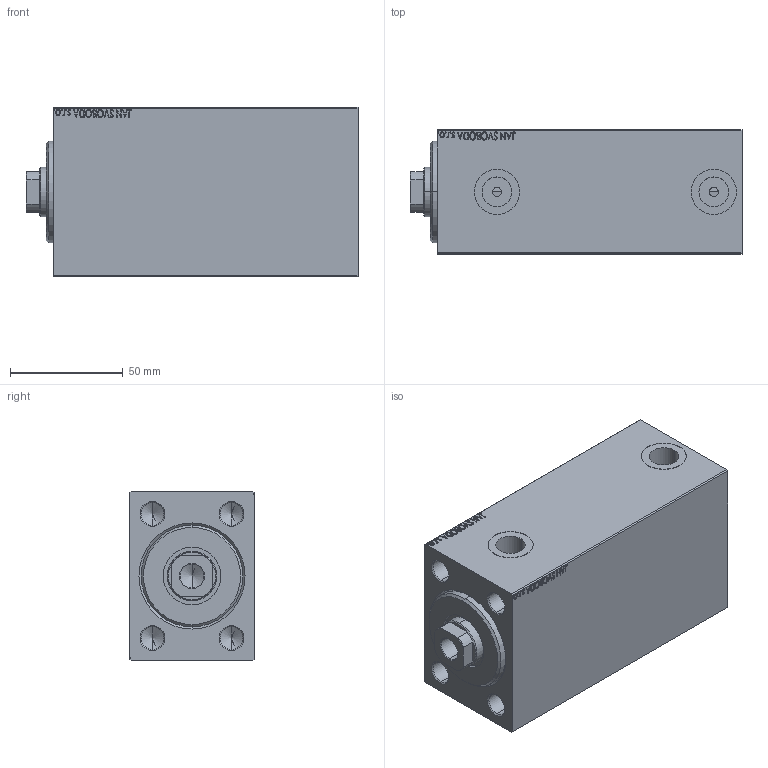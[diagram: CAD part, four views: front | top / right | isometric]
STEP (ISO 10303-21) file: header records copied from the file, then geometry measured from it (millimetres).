
FILE_DESCRIPTION (( 'STEP AP203' ), '1' );
FILE_NAME ('24ac.STEP', '2021-03-19T06:25:05', ( '' ), ( '' ), 'SwSTEP 2.0', 'SolidWorks 2019', '' );
FILE_SCHEMA (( 'CONFIG_CONTROL_DESIGN' ));
Length unit declared in the file: millimetre
Products named in the file (4): 24ac; V450CM_B 52fd0df0d4f683e30b0bcca64478f932; V450CM_B_VCP 52fd0df0d4f683e30b0bcca64478f932; V450CM_VC_B 52fd0df0d4f683e30b0bcca64478f932
Assembly tree (3 placements, depth 2):
  24ac
    V450CM_B 52fd0df0d4f683e30b0bcca64478f932
    V450CM_B_VCP 52fd0df0d4f683e30b0bcca64478f932
    V450CM_VC_B 52fd0df0d4f683e30b0bcca64478f932
Bounding box: 147 x 55 x 75 mm (x, y, z)
Volume: 507806 mm3; surface area: 83428.6 mm2
Topology: 3 solids, 3 shells, 895 faces, 2294 edges, 1501 vertices
Faces by surface type: plane 405, bspline 380, cylinder 64, cone 46
Entity records: 44950 total; most frequent: CARTESIAN_POINT 25404, ORIENTED_EDGE 4552, DIRECTION 2690, EDGE_CURVE 2276, VERTEX_POINT 1501, VECTOR 1344, LINE 1344, EDGE_LOOP 1019
